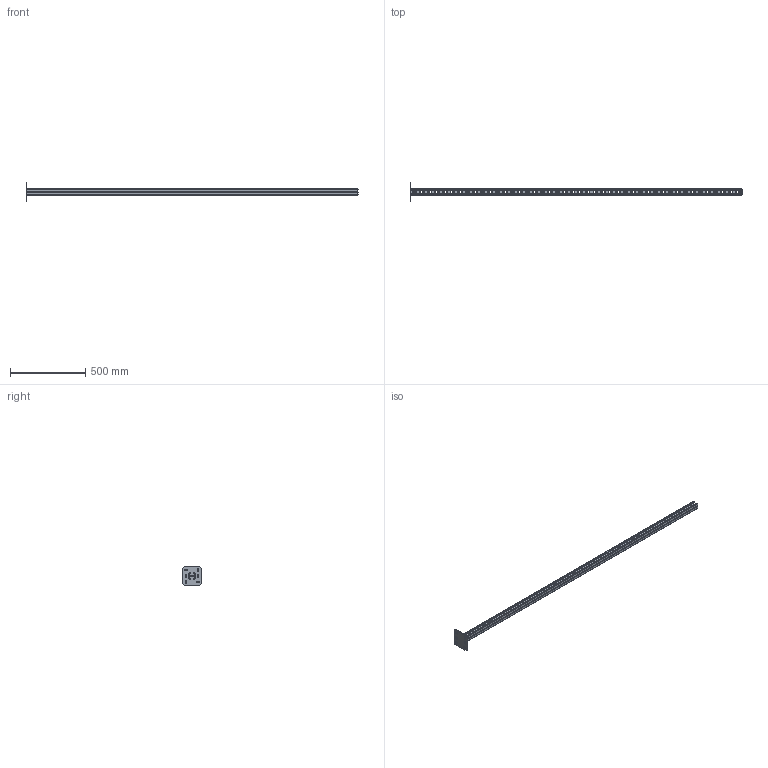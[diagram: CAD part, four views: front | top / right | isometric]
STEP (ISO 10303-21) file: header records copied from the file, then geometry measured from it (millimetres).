
FILE_DESCRIPTION (( 'STEP AP203' ), '1' );
FILE_NAME ('Êðîíøòåéí ïîòîëî÷íûé äâîéíîé_h21-2200.step', '2022-01-27T07:54:48', ( '' ), ( '' ), 'SwSTEP 2.0', 'SolidWorks 2017', '' );
FILE_SCHEMA (( 'CONFIG_CONTROL_DESIGN' ));
Length unit declared in the file: millimetre
Products named in the file (3): STRUT-镳铘桦黖h21-2200; Ïÿòêà ïîòîëî÷êàÿ; Êðîíøòåéí ïîòîëî÷íûé äâîéíîé_h21-2200
Assembly tree (3 placements, depth 2):
  Êðîíøòåéí ïîòîëî÷íûé äâîéíîé_h21-2200
    Ïÿòêà ïîòîëî÷êàÿ
    STRUT-镳铘桦黖h21-2200  x2
Bounding box: 2206 x 120 x 120 mm (x, y, z)
Volume: 1031709.3 mm3; surface area: 855001.6 mm2
Topology: 3 solids, 3 shells, 3638 faces, 10894 edges, 7262 vertices
Faces by surface type: plane 3432, cylinder 206
Entity records: 61285 total; most frequent: CARTESIAN_POINT 11006, ORIENTED_EDGE 10996, DIRECTION 9408, EDGE_CURVE 5498, VECTOR 5274, LINE 5274, VERTEX_POINT 3665, AXIS2_PLACEMENT_3D 2067
